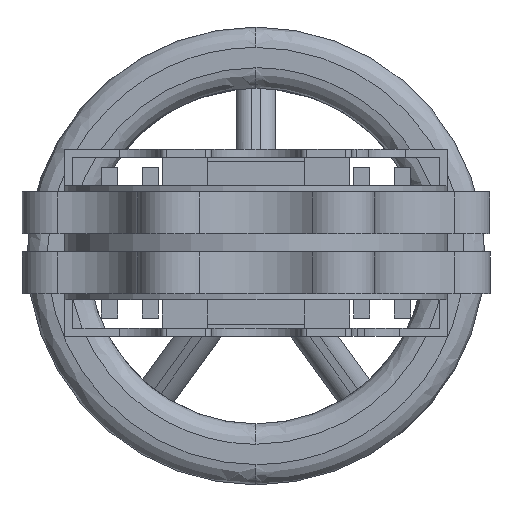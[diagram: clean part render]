
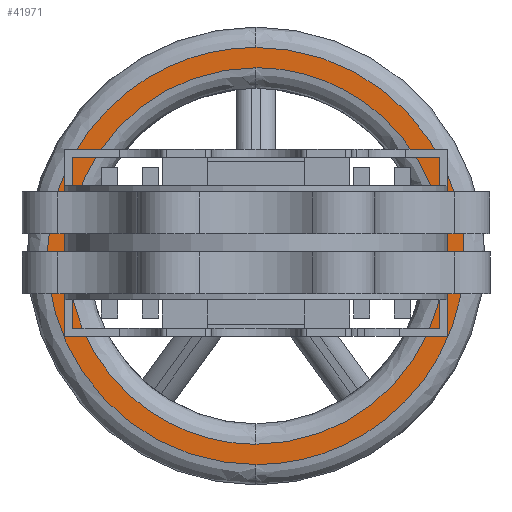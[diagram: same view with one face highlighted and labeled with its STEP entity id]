
A CAD part, front view. The second image highlights one B-rep face of the part: STEP entity #41971.
In plain terms, the highlighted planar face has unit normal (0, -1, 0).
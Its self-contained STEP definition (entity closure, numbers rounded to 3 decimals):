
#1383 = CARTESIAN_POINT ( 'NONE',  ( 0., 409.5, 81.5 ) ) ;
#2449 = EDGE_CURVE ( 'NONE', #39300, #32925, #12013, .T. ) ;
#2861 = CARTESIAN_POINT ( 'NONE',  ( 0., 409.5, 91.5 ) ) ;
#4894 = EDGE_LOOP ( 'NONE', ( #40786, #30776 ) ) ;
#5011 = CARTESIAN_POINT ( 'NONE',  ( 185., 409.5, -103.5 ) ) ;
#5134 = CARTESIAN_POINT ( 'NONE',  ( -205., 409.5, 91.5 ) ) ;
#6970 = EDGE_CURVE ( 'NONE', #32925, #39300, #18329, .T. ) ;
#12013 =( BOUNDED_CURVE ( )  B_SPLINE_CURVE ( 3, ( #2861, #32056, #17691, #28106 ),
 .UNSPECIFIED., .F., .F. ) 
 B_SPLINE_CURVE_WITH_KNOTS ( ( 4, 4 ),
 ( 0., 1. ),
 .UNSPECIFIED. ) 
 CURVE ( )  GEOMETRIC_REPRESENTATION_ITEM ( )  RATIONAL_B_SPLINE_CURVE ( ( 1., 0.333, 0.333, 1. ) ) 
 REPRESENTATION_ITEM ( '' )  );
#12873 = VERTEX_POINT ( 'NONE', #16584 ) ;
#14564 =( BOUNDED_CURVE ( )  B_SPLINE_CURVE ( 3, ( #19226, #5011, #23041, #1383 ),
 .UNSPECIFIED., .F., .F. ) 
 B_SPLINE_CURVE_WITH_KNOTS ( ( 4, 4 ),
 ( 0., 1. ),
 .UNSPECIFIED. ) 
 CURVE ( )  GEOMETRIC_REPRESENTATION_ITEM ( )  RATIONAL_B_SPLINE_CURVE ( ( 1., 0.333, 0.333, 1. ) ) 
 REPRESENTATION_ITEM ( '' )  );
#14742 = FACE_OUTER_BOUND ( 'NONE', #46407, .T. ) ;
#16584 = CARTESIAN_POINT ( 'NONE',  ( 0., 409.5, -103.5 ) ) ;
#16866 = CARTESIAN_POINT ( 'NONE',  ( 0., 409.5, 81.5 ) ) ;
#17026 =( BOUNDED_CURVE ( )  B_SPLINE_CURVE ( 3, ( #16866, #24142, #42049, #28357 ),
 .UNSPECIFIED., .F., .F. ) 
 B_SPLINE_CURVE_WITH_KNOTS ( ( 4, 4 ),
 ( 0., 1. ),
 .UNSPECIFIED. ) 
 CURVE ( )  GEOMETRIC_REPRESENTATION_ITEM ( )  RATIONAL_B_SPLINE_CURVE ( ( 1., 0.333, 0.333, 1. ) ) 
 REPRESENTATION_ITEM ( '' )  );
#17681 = EDGE_CURVE ( 'NONE', #30701, #12873, #17026, .T. ) ;
#17691 = CARTESIAN_POINT ( 'NONE',  ( 205., 409.5, -113.5 ) ) ;
#18329 =( BOUNDED_CURVE ( )  B_SPLINE_CURVE ( 3, ( #44546, #33975, #5134, #45150 ),
 .UNSPECIFIED., .F., .F. ) 
 B_SPLINE_CURVE_WITH_KNOTS ( ( 4, 4 ),
 ( 0., 1. ),
 .UNSPECIFIED. ) 
 CURVE ( )  GEOMETRIC_REPRESENTATION_ITEM ( )  RATIONAL_B_SPLINE_CURVE ( ( 1., 0.333, 0.333, 1. ) ) 
 REPRESENTATION_ITEM ( '' )  );
#18393 = CARTESIAN_POINT ( 'NONE',  ( 0., 409.5, -11. ) ) ;
#19226 = CARTESIAN_POINT ( 'NONE',  ( 0., 409.5, -103.5 ) ) ;
#22047 = PLANE ( 'NONE',  #23977 ) ;
#22707 = CARTESIAN_POINT ( 'NONE',  ( 0., 409.5, 81.5 ) ) ;
#23041 = CARTESIAN_POINT ( 'NONE',  ( 185., 409.5, 81.5 ) ) ;
#23977 = AXIS2_PLACEMENT_3D ( 'NONE', #18393, #43596, #33213 ) ;
#24142 = CARTESIAN_POINT ( 'NONE',  ( -185., 409.5, 81.5 ) ) ;
#27495 = EDGE_CURVE ( 'NONE', #12873, #30701, #14564, .T. ) ;
#28106 = CARTESIAN_POINT ( 'NONE',  ( 0., 409.5, -113.5 ) ) ;
#28357 = CARTESIAN_POINT ( 'NONE',  ( 0., 409.5, -103.5 ) ) ;
#30309 = CARTESIAN_POINT ( 'NONE',  ( 0., 409.5, 91.5 ) ) ;
#30507 = FACE_BOUND ( 'NONE', #4894, .T. ) ;
#30701 = VERTEX_POINT ( 'NONE', #22707 ) ;
#30776 = ORIENTED_EDGE ( 'NONE', *, *, #27495, .F. ) ;
#32056 = CARTESIAN_POINT ( 'NONE',  ( 205., 409.5, 91.5 ) ) ;
#32925 = VERTEX_POINT ( 'NONE', #44317 ) ;
#33213 = DIRECTION ( 'NONE',  ( 0., 0., 1. ) ) ;
#33975 = CARTESIAN_POINT ( 'NONE',  ( -205., 409.5, -113.5 ) ) ;
#37895 = ORIENTED_EDGE ( 'NONE', *, *, #6970, .F. ) ;
#39300 = VERTEX_POINT ( 'NONE', #30309 ) ;
#40786 = ORIENTED_EDGE ( 'NONE', *, *, #17681, .F. ) ;
#41971 = ADVANCED_FACE ( 'NONE', ( #14742, #30507 ), #22047, .F. ) ;
#42049 = CARTESIAN_POINT ( 'NONE',  ( -185., 409.5, -103.5 ) ) ;
#43596 = DIRECTION ( 'NONE',  ( 0., 1., 0. ) ) ;
#44317 = CARTESIAN_POINT ( 'NONE',  ( 0., 409.5, -113.5 ) ) ;
#44546 = CARTESIAN_POINT ( 'NONE',  ( 0., 409.5, -113.5 ) ) ;
#45150 = CARTESIAN_POINT ( 'NONE',  ( 0., 409.5, 91.5 ) ) ;
#46407 = EDGE_LOOP ( 'NONE', ( #46652, #37895 ) ) ;
#46652 = ORIENTED_EDGE ( 'NONE', *, *, #2449, .F. ) ;
